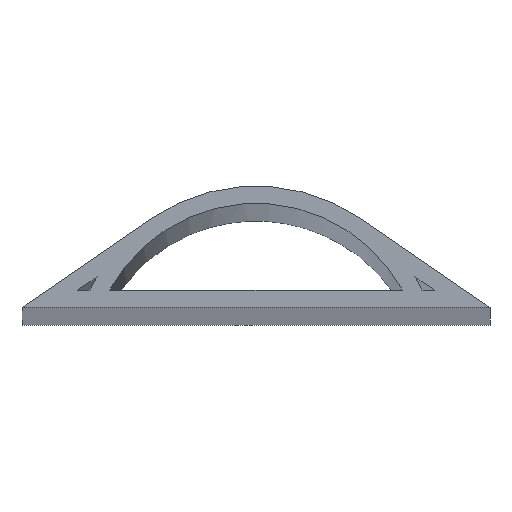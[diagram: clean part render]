
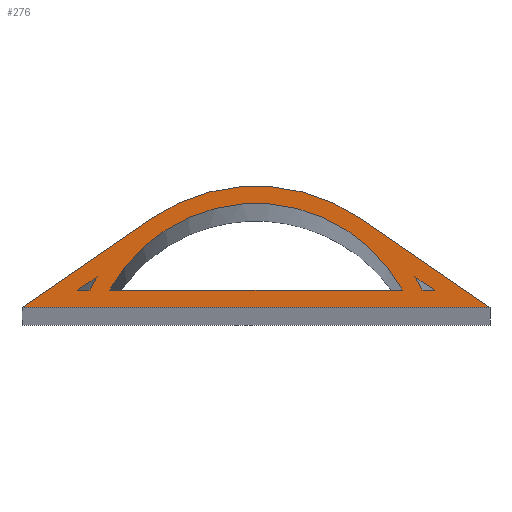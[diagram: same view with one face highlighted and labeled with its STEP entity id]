
A CAD part, top view. The second image highlights one B-rep face of the part: STEP entity #276.
In plain terms, the highlighted planar face has unit normal (0, 0, 1).
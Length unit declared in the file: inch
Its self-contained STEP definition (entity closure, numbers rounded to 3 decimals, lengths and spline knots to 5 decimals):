
#15=FACE_BOUND('',#57,.T.);
#16=FACE_BOUND('',#58,.T.);
#17=FACE_BOUND('',#59,.T.);
#28=PLANE('',#318);
#42=FACE_OUTER_BOUND('',#56,.T.);
#56=EDGE_LOOP('',(#233,#234,#235,#236));
#57=EDGE_LOOP('',(#237,#238,#239));
#58=EDGE_LOOP('',(#240,#241,#242));
#59=EDGE_LOOP('',(#243,#244));
#65=CIRCLE('',#301,1.06429);
#66=CIRCLE('',#307,1.06429);
#67=CIRCLE('',#313,1.06429);
#68=CIRCLE('',#316,0.96429);
#73=LINE('',#410,#101);
#75=LINE('',#415,#103);
#80=LINE('',#425,#108);
#83=LINE('',#434,#111);
#87=LINE('',#443,#115);
#90=LINE('',#449,#118);
#94=LINE('',#464,#122);
#95=LINE('',#466,#123);
#101=VECTOR('',#335,39.37008);
#103=VECTOR('',#339,39.37008);
#108=VECTOR('',#346,39.37008);
#111=VECTOR('',#357,39.37008);
#115=VECTOR('',#363,39.37008);
#118=VECTOR('',#368,39.37008);
#122=VECTOR('',#386,39.37008);
#123=VECTOR('',#389,39.37008);
#131=VERTEX_POINT('',#400);
#132=VERTEX_POINT('',#402);
#134=VERTEX_POINT('',#408);
#136=VERTEX_POINT('',#414);
#137=VERTEX_POINT('',#418);
#140=VERTEX_POINT('',#423);
#141=VERTEX_POINT('',#427);
#143=VERTEX_POINT('',#436);
#146=VERTEX_POINT('',#441);
#147=VERTEX_POINT('',#445);
#149=VERTEX_POINT('',#454);
#152=VERTEX_POINT('',#459);
#155=EDGE_CURVE('',#132,#131,#65,.T.);
#159=EDGE_CURVE('',#131,#134,#73,.T.);
#161=EDGE_CURVE('',#136,#132,#75,.T.);
#166=EDGE_CURVE('',#140,#137,#80,.T.);
#169=EDGE_CURVE('',#137,#141,#66,.T.);
#171=EDGE_CURVE('',#141,#140,#83,.T.);
#175=EDGE_CURVE('',#146,#143,#87,.T.);
#178=EDGE_CURVE('',#143,#147,#90,.T.);
#180=EDGE_CURVE('',#147,#146,#67,.T.);
#184=EDGE_CURVE('',#152,#149,#68,.T.);
#186=EDGE_CURVE('',#149,#152,#94,.T.);
#187=EDGE_CURVE('',#134,#136,#95,.T.);
#233=ORIENTED_EDGE('',*,*,#155,.T.);
#234=ORIENTED_EDGE('',*,*,#159,.T.);
#235=ORIENTED_EDGE('',*,*,#187,.T.);
#236=ORIENTED_EDGE('',*,*,#161,.T.);
#237=ORIENTED_EDGE('',*,*,#169,.F.);
#238=ORIENTED_EDGE('',*,*,#166,.F.);
#239=ORIENTED_EDGE('',*,*,#171,.F.);
#240=ORIENTED_EDGE('',*,*,#178,.F.);
#241=ORIENTED_EDGE('',*,*,#175,.F.);
#242=ORIENTED_EDGE('',*,*,#180,.F.);
#243=ORIENTED_EDGE('',*,*,#186,.F.);
#244=ORIENTED_EDGE('',*,*,#184,.F.);
#276=ADVANCED_FACE('',(#42,#15,#16,#17),#28,.T.);
#301=AXIS2_PLACEMENT_3D('',#403,#328,#329);
#307=AXIS2_PLACEMENT_3D('',#431,#352,#353);
#313=AXIS2_PLACEMENT_3D('',#452,#373,#374);
#316=AXIS2_PLACEMENT_3D('',#461,#381,#382);
#318=AXIS2_PLACEMENT_3D('',#465,#387,#388);
#328=DIRECTION('center_axis',(0.,0.,1.));
#329=DIRECTION('ref_axis',(1.,0.,0.));
#335=DIRECTION('',(-0.824,-0.566,0.));
#339=DIRECTION('',(-0.824,0.566,0.));
#346=DIRECTION('',(1.,0.,0.));
#352=DIRECTION('center_axis',(0.,0.,-1.));
#353=DIRECTION('ref_axis',(1.,0.,0.));
#357=DIRECTION('',(-0.824,-0.566,0.));
#363=DIRECTION('',(1.,0.,0.));
#368=DIRECTION('',(-0.824,0.566,0.));
#373=DIRECTION('center_axis',(0.,0.,-1.));
#374=DIRECTION('ref_axis',(1.,0.,0.));
#381=DIRECTION('center_axis',(0.,0.,1.));
#382=DIRECTION('ref_axis',(1.,0.,0.));
#386=DIRECTION('',(1.,0.,0.));
#387=DIRECTION('center_axis',(0.,0.,1.));
#388=DIRECTION('ref_axis',(1.,0.,0.));
#389=DIRECTION('',(1.,0.,0.));
#400=CARTESIAN_POINT('',(0.74774,0.51321,59.));
#402=CARTESIAN_POINT('',(1.95226,0.51321,59.));
#403=CARTESIAN_POINT('Origin',(1.35,-0.36429,59.));
#408=CARTESIAN_POINT('',(0.,0.,59.));
#410=CARTESIAN_POINT('',(0.74774,0.51321,59.));
#414=CARTESIAN_POINT('',(2.7,0.,59.));
#415=CARTESIAN_POINT('',(1.95226,0.51321,59.));
#418=CARTESIAN_POINT('',(0.39232,0.1,59.));
#423=CARTESIAN_POINT('',(0.32242,0.1,59.));
#425=CARTESIAN_POINT('',(0.32242,0.1,59.));
#427=CARTESIAN_POINT('',(0.43298,0.17589,59.));
#431=CARTESIAN_POINT('Origin',(1.35,-0.36429,59.));
#434=CARTESIAN_POINT('',(0.43298,0.17589,59.));
#436=CARTESIAN_POINT('',(2.37758,0.1,59.));
#441=CARTESIAN_POINT('',(2.30768,0.1,59.));
#443=CARTESIAN_POINT('',(2.30768,0.1,59.));
#445=CARTESIAN_POINT('',(2.26702,0.17589,59.));
#449=CARTESIAN_POINT('',(2.26702,0.17589,59.));
#452=CARTESIAN_POINT('Origin',(1.35,-0.36429,59.));
#454=CARTESIAN_POINT('',(0.50485,0.1,59.));
#459=CARTESIAN_POINT('',(2.19515,0.1,59.));
#461=CARTESIAN_POINT('Origin',(1.35,-0.36429,59.));
#464=CARTESIAN_POINT('',(0.50485,0.1,59.));
#465=CARTESIAN_POINT('Origin',(1.35,-0.36429,59.));
#466=CARTESIAN_POINT('',(0.,0.,59.));
